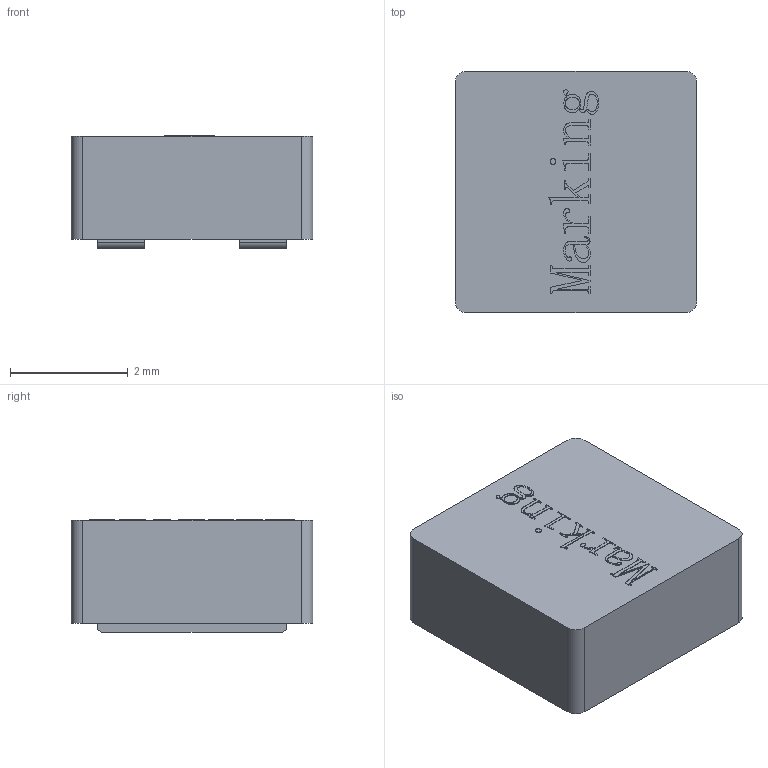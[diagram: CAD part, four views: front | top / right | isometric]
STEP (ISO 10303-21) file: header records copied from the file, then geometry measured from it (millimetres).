
FILE_DESCRIPTION(/* description */ ('Unknown'),/* implementation_level */ '2;1');
FILE_NAME(/* name */ 'TMPF0402LRV-2',/* time_stamp */ '2017-08-08T18:03:18+08:00',/* author */ ('Unknown'),/* organization */ ('Unknown'),/* preprocessor_version */ 'ST-DEVELOPER v16.7',/* originating_system */ 'DEX',/* authorisation */ $);
FILE_SCHEMA (('AUTOMOTIVE_DESIGN {1 0 10303 214 3 1 1}'));
Length unit declared in the file: centimetre
Products named in the file (1): TMPF0402LRV
Bounding box: 4.1 x 4.1 x 1.91 mm (x, y, z)
Volume: 29.7 mm3; surface area: 194 mm2
Topology: 2 solids, 2 shells, 206 faces, 551 edges, 362 vertices
Faces by surface type: plane 128, bspline 60, cylinder 17, cone 1
Full cylindrical faces by diameter (mm): 1.5 x1, 3.2 x1
Entity records: 9572 total; most frequent: CARTESIAN_POINT 3373, ORIENTED_EDGE 1092, DIRECTION 750, EDGE_CURVE 546, LINE 392, VECTOR 392, VERTEX_POINT 362, EDGE_LOOP 226
